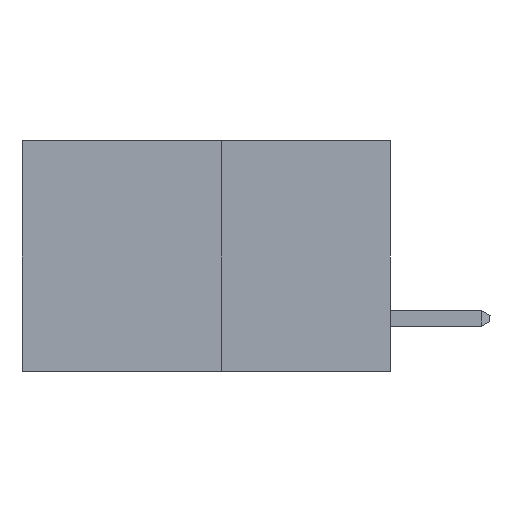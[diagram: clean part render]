
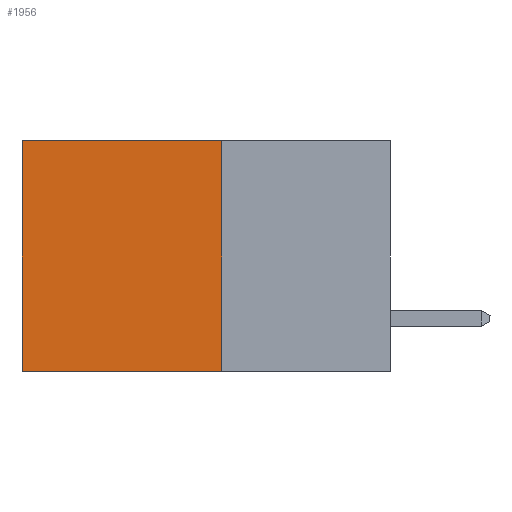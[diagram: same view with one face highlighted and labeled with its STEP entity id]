
A CAD part, left-side view. The second image highlights one B-rep face of the part: STEP entity #1956.
In plain terms, the highlighted planar face has unit normal (-1, 0, 0).
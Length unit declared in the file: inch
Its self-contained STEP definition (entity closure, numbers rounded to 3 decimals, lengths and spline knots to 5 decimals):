
#13 = CARTESIAN_POINT ( 'NONE',  ( 0.277, 0.59, -0.37 ) ) ;
#114 = CARTESIAN_POINT ( 'NONE',  ( 0.277, 0.27, -0.37 ) ) ;
#840 = ORIENTED_EDGE ( 'NONE', *, *, #9367, .T. ) ;
#1135 = CARTESIAN_POINT ( 'NONE',  ( 0.277, 0.27, -0.37 ) ) ;
#1213 = LINE ( 'NONE', #7762, #7045 ) ;
#1236 = CARTESIAN_POINT ( 'NONE',  ( 0.277, 0.27, -0.37 ) ) ;
#1956 = ADVANCED_FACE ( 'NONE', ( #5493 ), #4728, .F. ) ;
#3248 = AXIS2_PLACEMENT_3D ( 'NONE', #1236, #5003, #4665 ) ;
#4131 = VERTEX_POINT ( 'NONE', #11696 ) ;
#4200 = LINE ( 'NONE', #15357, #13173 ) ;
#4251 = ORIENTED_EDGE ( 'NONE', *, *, #13414, .F. ) ;
#4646 = ORIENTED_EDGE ( 'NONE', *, *, #10316, .F. ) ;
#4665 = DIRECTION ( 'NONE',  ( 0., 0., -1. ) ) ;
#4728 = PLANE ( 'NONE',  #3248 ) ;
#5003 = DIRECTION ( 'NONE',  ( 1., 0., 0. ) ) ;
#5069 = CARTESIAN_POINT ( 'NONE',  ( 0.277, 0.27, -0.37 ) ) ;
#5493 = FACE_OUTER_BOUND ( 'NONE', #12934, .T. ) ;
#5933 = LINE ( 'NONE', #5069, #14762 ) ;
#7045 = VECTOR ( 'NONE', #14616, 39.37008 ) ;
#7577 = LINE ( 'NONE', #114, #13329 ) ;
#7739 = VERTEX_POINT ( 'NONE', #1135 ) ;
#7762 = CARTESIAN_POINT ( 'NONE',  ( 0.277, 0.27, 0. ) ) ;
#7847 = ORIENTED_EDGE ( 'NONE', *, *, #11832, .T. ) ;
#9367 = EDGE_CURVE ( 'NONE', #4131, #12494, #4200, .T. ) ;
#10316 = EDGE_CURVE ( 'NONE', #11455, #7739, #7577, .T. ) ;
#11455 = VERTEX_POINT ( 'NONE', #14181 ) ;
#11696 = CARTESIAN_POINT ( 'NONE',  ( 0.277, 0.59, 0. ) ) ;
#11832 = EDGE_CURVE ( 'NONE', #11455, #4131, #1213, .T. ) ;
#11978 = DIRECTION ( 'NONE',  ( 0., 0., -1. ) ) ;
#12494 = VERTEX_POINT ( 'NONE', #13 ) ;
#12934 = EDGE_LOOP ( 'NONE', ( #840, #4251, #4646, #7847 ) ) ;
#13173 = VECTOR ( 'NONE', #11978, 39.37008 ) ;
#13329 = VECTOR ( 'NONE', #14443, 39.37008 ) ;
#13414 = EDGE_CURVE ( 'NONE', #7739, #12494, #5933, .T. ) ;
#14181 = CARTESIAN_POINT ( 'NONE',  ( 0.277, 0.27, 0. ) ) ;
#14342 = DIRECTION ( 'NONE',  ( 0., 1., 0. ) ) ;
#14443 = DIRECTION ( 'NONE',  ( 0., 0., -1. ) ) ;
#14616 = DIRECTION ( 'NONE',  ( 0., 1., 0. ) ) ;
#14762 = VECTOR ( 'NONE', #14342, 39.37008 ) ;
#15357 = CARTESIAN_POINT ( 'NONE',  ( 0.277, 0.59, -0.37 ) ) ;
